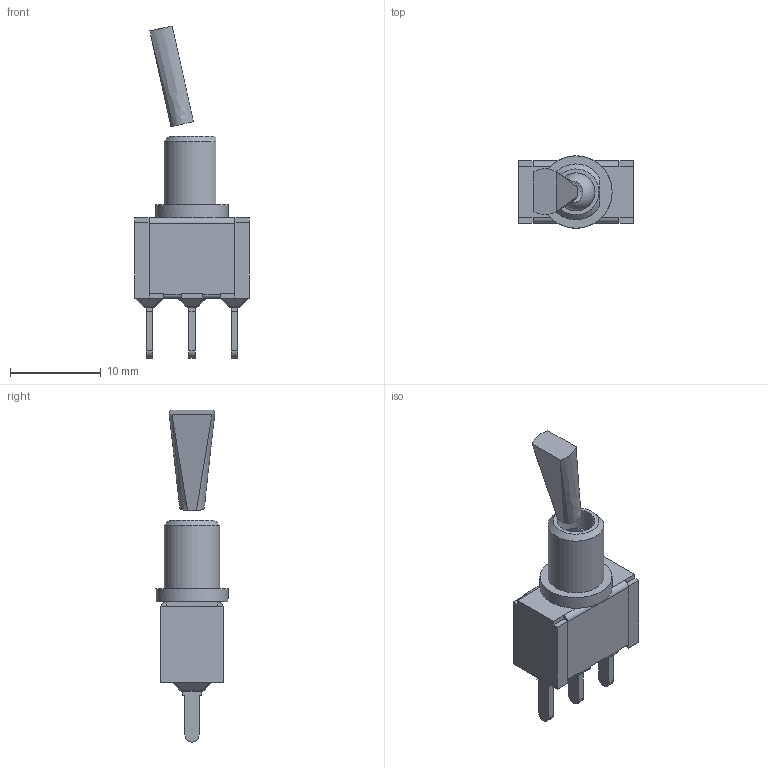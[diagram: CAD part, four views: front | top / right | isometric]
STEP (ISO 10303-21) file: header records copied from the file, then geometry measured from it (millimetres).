
FILE_DESCRIPTION(/* description */ (''),/* implementation_level */ '2;1');
FILE_NAME(/* name */ '100SPxT6B15M3xE.stp',/* time_stamp */ '2026-01-14T16:33:08-06:00',/* author */ ('jmeyers'),/* organization */ (''),/* preprocessor_version */ 'ST-DEVELOPER v18.1',/* originating_system */ 'Autodesk Inventor 2022',/* authorisation */ '');
FILE_SCHEMA (('AUTOMOTIVE_DESIGN { 1 0 10303 214 3 1 1 }'));
Length unit declared in the file: inch
Products named in the file (1): Part33
Bounding box: 12.7 x 7.98 x 36.68 mm (x, y, z)
Volume: 1143 mm3; surface area: 1149.7 mm2
Topology: 2 solids, 8 shells, 226 faces, 550 edges, 325 vertices
Faces by surface type: plane 163, cylinder 45, sphere 14, bspline 2, cone 2
Full cylindrical faces by diameter (mm): 4.2 x2, 7.98 x1
Entity records: 6471 total; most frequent: CARTESIAN_POINT 1154, DIRECTION 1101, ORIENTED_EDGE 1074, EDGE_CURVE 537, LINE 415, VECTOR 415, AXIS2_PLACEMENT_3D 343, VERTEX_POINT 325
